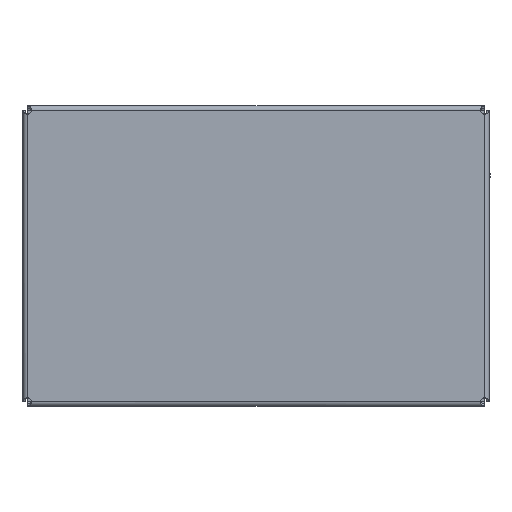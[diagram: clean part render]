
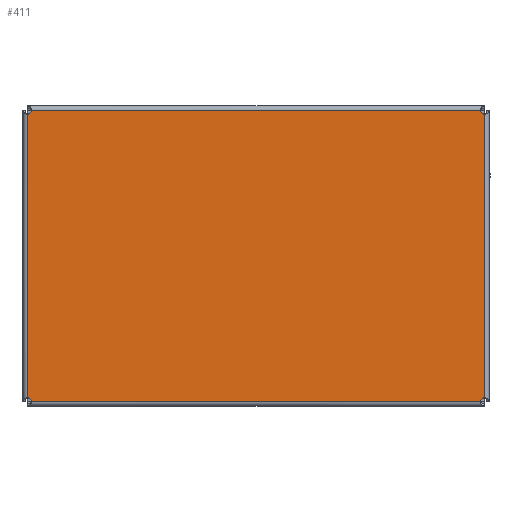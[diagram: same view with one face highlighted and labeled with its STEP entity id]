
A CAD part, top view. The second image highlights one B-rep face of the part: STEP entity #411.
In plain terms, the highlighted planar face has unit normal (0, 0, 1).
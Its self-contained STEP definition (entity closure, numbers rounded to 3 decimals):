
#30 = DIRECTION ( 'NONE',  ( 0., -1., 0. ) ) ;
#94 = LINE ( 'NONE', #3401, #3632 ) ;
#117 = CARTESIAN_POINT ( 'NONE',  ( -149., -95., 0. ) ) ;
#313 = EDGE_CURVE ( 'NONE', #882, #4014, #4237, .T. ) ;
#330 = CARTESIAN_POINT ( 'NONE',  ( -149., -92.5, 0. ) ) ;
#349 = VECTOR ( 'NONE', #30, 1000. ) ;
#366 = DIRECTION ( 'NONE',  ( 0., 0., 1. ) ) ;
#411 = ADVANCED_FACE ( 'NONE', ( #972 ), #1172, .F. ) ;
#516 = ORIENTED_EDGE ( 'NONE', *, *, #2550, .F. ) ;
#556 = CARTESIAN_POINT ( 'NONE',  ( 149., -92.5, 0. ) ) ;
#581 = LINE ( 'NONE', #1209, #1149 ) ;
#779 = EDGE_CURVE ( 'NONE', #3326, #4014, #1376, .T. ) ;
#843 = DIRECTION ( 'NONE',  ( -1., 0., 0. ) ) ;
#882 = VERTEX_POINT ( 'NONE', #4049 ) ;
#972 = FACE_OUTER_BOUND ( 'NONE', #2480, .T. ) ;
#1006 = AXIS2_PLACEMENT_3D ( 'NONE', #1820, #1927, #2904 ) ;
#1014 = VERTEX_POINT ( 'NONE', #3265 ) ;
#1017 = AXIS2_PLACEMENT_3D ( 'NONE', #2431, #1697, #3390 ) ;
#1104 = DIRECTION ( 'NONE',  ( 0., 0., 1. ) ) ;
#1149 = VECTOR ( 'NONE', #2841, 1000. ) ;
#1172 = PLANE ( 'NONE',  #1006 ) ;
#1209 = CARTESIAN_POINT ( 'NONE',  ( -152., -95., 0. ) ) ;
#1210 = VERTEX_POINT ( 'NONE', #3851 ) ;
#1360 = AXIS2_PLACEMENT_3D ( 'NONE', #117, #1104, #2382 ) ;
#1363 = AXIS2_PLACEMENT_3D ( 'NONE', #1679, #3842, #1905 ) ;
#1370 = CIRCLE ( 'NONE', #3968, 2.5 ) ;
#1376 = LINE ( 'NONE', #2351, #349 ) ;
#1444 = VERTEX_POINT ( 'NONE', #4048 ) ;
#1679 = CARTESIAN_POINT ( 'NONE',  ( -149., 95., 0. ) ) ;
#1697 = DIRECTION ( 'NONE',  ( 0., 0., 1. ) ) ;
#1799 = EDGE_CURVE ( 'NONE', #2388, #1014, #94, .T. ) ;
#1820 = CARTESIAN_POINT ( 'NONE',  ( 0., 0., 0. ) ) ;
#1832 = ORIENTED_EDGE ( 'NONE', *, *, #313, .F. ) ;
#1841 = CARTESIAN_POINT ( 'NONE',  ( 152., 95., 0. ) ) ;
#1905 = DIRECTION ( 'NONE',  ( -1., 0., 0. ) ) ;
#1927 = DIRECTION ( 'NONE',  ( 0., 0., -1. ) ) ;
#1982 = VECTOR ( 'NONE', #843, 1000. ) ;
#1991 = CIRCLE ( 'NONE', #1017, 2.5 ) ;
#2351 = CARTESIAN_POINT ( 'NONE',  ( -149., 95., 0. ) ) ;
#2382 = DIRECTION ( 'NONE',  ( 1., 0., 0. ) ) ;
#2388 = VERTEX_POINT ( 'NONE', #556 ) ;
#2431 = CARTESIAN_POINT ( 'NONE',  ( 149., 95., 0. ) ) ;
#2467 = ORIENTED_EDGE ( 'NONE', *, *, #3495, .T. ) ;
#2479 = VERTEX_POINT ( 'NONE', #3791 ) ;
#2480 = EDGE_LOOP ( 'NONE', ( #3297, #516, #3372, #2721, #2467, #3518, #2873, #1832 ) ) ;
#2550 = EDGE_CURVE ( 'NONE', #2388, #1210, #1370, .T. ) ;
#2721 = ORIENTED_EDGE ( 'NONE', *, *, #2733, .F. ) ;
#2733 = EDGE_CURVE ( 'NONE', #2479, #1014, #1991, .T. ) ;
#2754 = DIRECTION ( 'NONE',  ( 0., 1., 0. ) ) ;
#2841 = DIRECTION ( 'NONE',  ( 1., 0., 0. ) ) ;
#2873 = ORIENTED_EDGE ( 'NONE', *, *, #779, .T. ) ;
#2904 = DIRECTION ( 'NONE',  ( -1., 0., 0. ) ) ;
#2999 = CARTESIAN_POINT ( 'NONE',  ( -149., 92.5, 0. ) ) ;
#3191 = LINE ( 'NONE', #1841, #1982 ) ;
#3229 = CIRCLE ( 'NONE', #1363, 2.5 ) ;
#3265 = CARTESIAN_POINT ( 'NONE',  ( 149., 92.5, 0. ) ) ;
#3297 = ORIENTED_EDGE ( 'NONE', *, *, #3573, .T. ) ;
#3326 = VERTEX_POINT ( 'NONE', #2999 ) ;
#3331 = CARTESIAN_POINT ( 'NONE',  ( 149., -95., 0. ) ) ;
#3372 = ORIENTED_EDGE ( 'NONE', *, *, #1799, .T. ) ;
#3390 = DIRECTION ( 'NONE',  ( 1., 0., 0. ) ) ;
#3401 = CARTESIAN_POINT ( 'NONE',  ( 149., -95., 0. ) ) ;
#3472 = EDGE_CURVE ( 'NONE', #3326, #1444, #3229, .T. ) ;
#3495 = EDGE_CURVE ( 'NONE', #2479, #1444, #3191, .T. ) ;
#3518 = ORIENTED_EDGE ( 'NONE', *, *, #3472, .F. ) ;
#3573 = EDGE_CURVE ( 'NONE', #882, #1210, #581, .T. ) ;
#3632 = VECTOR ( 'NONE', #2754, 1000. ) ;
#3791 = CARTESIAN_POINT ( 'NONE',  ( 146.5, 95., 0. ) ) ;
#3842 = DIRECTION ( 'NONE',  ( 0., 0., 1. ) ) ;
#3851 = CARTESIAN_POINT ( 'NONE',  ( 146.5, -95., 0. ) ) ;
#3937 = DIRECTION ( 'NONE',  ( -1., 0., 0. ) ) ;
#3968 = AXIS2_PLACEMENT_3D ( 'NONE', #3331, #366, #3937 ) ;
#4014 = VERTEX_POINT ( 'NONE', #330 ) ;
#4048 = CARTESIAN_POINT ( 'NONE',  ( -146.5, 95., 0. ) ) ;
#4049 = CARTESIAN_POINT ( 'NONE',  ( -146.5, -95., 0. ) ) ;
#4237 = CIRCLE ( 'NONE', #1360, 2.5 ) ;
